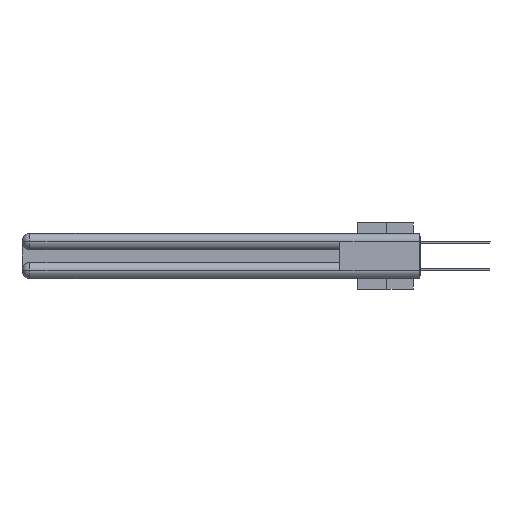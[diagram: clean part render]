
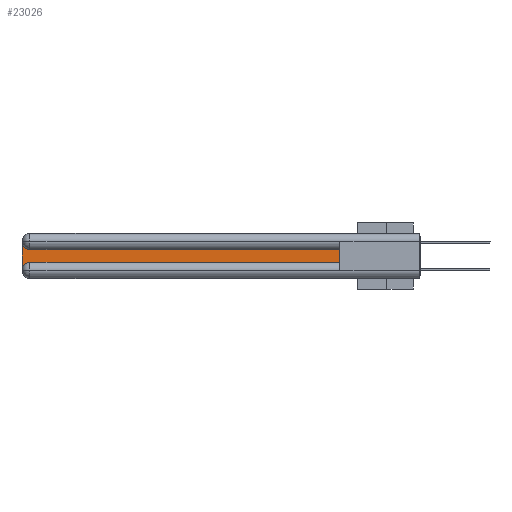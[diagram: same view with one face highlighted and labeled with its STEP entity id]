
A CAD part, left-side view. The second image highlights one B-rep face of the part: STEP entity #23026.
In plain terms, the highlighted planar face has unit normal (-1, 0, 0).
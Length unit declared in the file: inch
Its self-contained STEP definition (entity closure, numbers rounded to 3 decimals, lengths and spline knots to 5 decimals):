
#151 = CIRCLE ( 'NONE', #25338, 0.06 ) ;
#231 = ORIENTED_EDGE ( 'NONE', *, *, #25842, .T. ) ;
#698 = LINE ( 'NONE', #21298, #31161 ) ;
#1011 = LINE ( 'NONE', #31818, #22203 ) ;
#2972 = VECTOR ( 'NONE', #15543, 39.37008 ) ;
#3377 = VERTEX_POINT ( 'NONE', #5123 ) ;
#3942 = CARTESIAN_POINT ( 'NONE',  ( 0.075, 2.94, -0.2775 ) ) ;
#4108 = EDGE_LOOP ( 'NONE', ( #26562, #17359, #28737, #25426, #231, #8082 ) ) ;
#4603 = DIRECTION ( 'NONE',  ( 1., 0., 0. ) ) ;
#5123 = CARTESIAN_POINT ( 'NONE',  ( 0.075, 2.94, -0.2175 ) ) ;
#5171 = LINE ( 'NONE', #8029, #2972 ) ;
#5515 = CARTESIAN_POINT ( 'NONE',  ( 0.075, 3., -0.2775 ) ) ;
#6280 = DIRECTION ( 'NONE',  ( 0., 0., -1. ) ) ;
#6969 = PLANE ( 'NONE',  #12820 ) ;
#8029 = CARTESIAN_POINT ( 'NONE',  ( 0.075, 0.6, -0.2175 ) ) ;
#8082 = ORIENTED_EDGE ( 'NONE', *, *, #16661, .T. ) ;
#9833 = CARTESIAN_POINT ( 'NONE',  ( 0.075, 3., -0.2175 ) ) ;
#11248 = DIRECTION ( 'NONE',  ( 0., 1., 0. ) ) ;
#12150 = AXIS2_PLACEMENT_3D ( 'NONE', #20290, #28015, #23952 ) ;
#12820 = AXIS2_PLACEMENT_3D ( 'NONE', #24881, #4603, #25040 ) ;
#13434 = DIRECTION ( 'NONE',  ( 0., -1., 0. ) ) ;
#13502 = CARTESIAN_POINT ( 'NONE',  ( 0.075, 0.6, -0.1225 ) ) ;
#13756 = CARTESIAN_POINT ( 'NONE',  ( 0.075, 0.6, -0.2175 ) ) ;
#13757 = CIRCLE ( 'NONE', #12150, 0.06 ) ;
#14651 = FACE_OUTER_BOUND ( 'NONE', #4108, .T. ) ;
#14683 = CARTESIAN_POINT ( 'NONE',  ( 0.075, 3., -0.0625 ) ) ;
#15510 = EDGE_CURVE ( 'NONE', #16674, #3377, #151, .T. ) ;
#15543 = DIRECTION ( 'NONE',  ( 0., 0., 1. ) ) ;
#15628 = VECTOR ( 'NONE', #24562, 39.37008 ) ;
#16284 = EDGE_CURVE ( 'NONE', #27362, #24147, #1011, .T. ) ;
#16661 = EDGE_CURVE ( 'NONE', #31318, #27362, #5171, .T. ) ;
#16674 = VERTEX_POINT ( 'NONE', #5515 ) ;
#17359 = ORIENTED_EDGE ( 'NONE', *, *, #27729, .T. ) ;
#20290 = CARTESIAN_POINT ( 'NONE',  ( 0.075, 2.94, -0.0625 ) ) ;
#21298 = CARTESIAN_POINT ( 'NONE',  ( 0.075, 0.6, -0.2175 ) ) ;
#22203 = VECTOR ( 'NONE', #11248, 39.37008 ) ;
#23026 = ADVANCED_FACE ( 'NONE', ( #14651 ), #6969, .F. ) ;
#23952 = DIRECTION ( 'NONE',  ( 0., 0., -1. ) ) ;
#24147 = VERTEX_POINT ( 'NONE', #25045 ) ;
#24562 = DIRECTION ( 'NONE',  ( 0., 0., -1. ) ) ;
#24881 = CARTESIAN_POINT ( 'NONE',  ( 0.075, 3., -0.1225 ) ) ;
#25040 = DIRECTION ( 'NONE',  ( 0., 0., -1. ) ) ;
#25045 = CARTESIAN_POINT ( 'NONE',  ( 0.075, 2.94, -0.1225 ) ) ;
#25338 = AXIS2_PLACEMENT_3D ( 'NONE', #3942, #29217, #6280 ) ;
#25426 = ORIENTED_EDGE ( 'NONE', *, *, #15510, .T. ) ;
#25764 = EDGE_CURVE ( 'NONE', #27160, #16674, #27236, .T. ) ;
#25842 = EDGE_CURVE ( 'NONE', #3377, #31318, #698, .T. ) ;
#26562 = ORIENTED_EDGE ( 'NONE', *, *, #16284, .T. ) ;
#27160 = VERTEX_POINT ( 'NONE', #14683 ) ;
#27236 = LINE ( 'NONE', #9833, #15628 ) ;
#27362 = VERTEX_POINT ( 'NONE', #13502 ) ;
#27729 = EDGE_CURVE ( 'NONE', #24147, #27160, #13757, .T. ) ;
#28015 = DIRECTION ( 'NONE',  ( 1., 0., 0. ) ) ;
#28737 = ORIENTED_EDGE ( 'NONE', *, *, #25764, .T. ) ;
#29217 = DIRECTION ( 'NONE',  ( 1., 0., 0. ) ) ;
#31161 = VECTOR ( 'NONE', #13434, 39.37008 ) ;
#31318 = VERTEX_POINT ( 'NONE', #13756 ) ;
#31818 = CARTESIAN_POINT ( 'NONE',  ( 0.075, 0.6, -0.1225 ) ) ;
